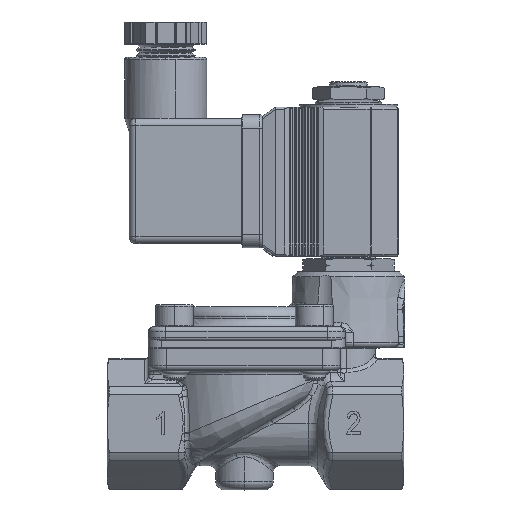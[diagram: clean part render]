
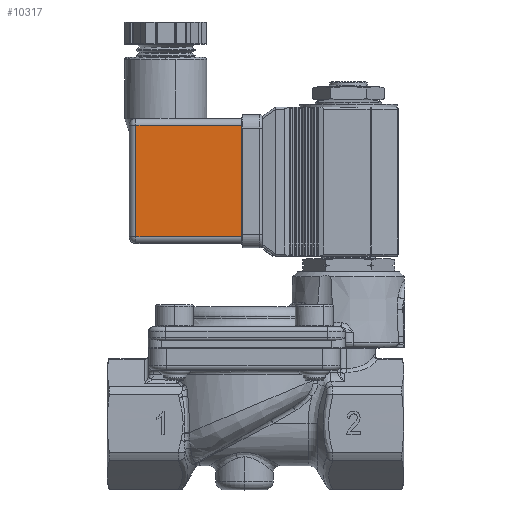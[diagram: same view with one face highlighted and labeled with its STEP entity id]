
A CAD part, top view. The second image highlights one B-rep face of the part: STEP entity #10317.
In plain terms, the highlighted planar face has unit normal (0, 0, 1).
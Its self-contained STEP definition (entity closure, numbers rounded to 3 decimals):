
#405=PLANE('',#22177);
#1171=FACE_OUTER_BOUND('',#2527,.F.);
#2527=EDGE_LOOP('',(#4296,#4297,#4298,#4299));
#4296=ORIENTED_EDGE('',*,*,#17127,.F.);
#4297=ORIENTED_EDGE('',*,*,#17155,.T.);
#4298=ORIENTED_EDGE('',*,*,#17066,.F.);
#4299=ORIENTED_EDGE('',*,*,#17156,.F.);
#10317=ADVANCED_FACE('',(#1171),#405,.T.);
#13155=LINE('',#31128,#14492);
#13178=LINE('',#31189,#14515);
#13193=LINE('',#31217,#14530);
#13194=LINE('',#31218,#14531);
#14492=VECTOR('',#24570,25.2);
#14515=VECTOR('',#24669,25.2);
#14530=VECTOR('',#24710,23.85);
#14531=VECTOR('',#24711,23.85);
#17066=EDGE_CURVE('',#19882,#19884,#13155,.T.);
#17127=EDGE_CURVE('',#19844,#19846,#13178,.T.);
#17155=EDGE_CURVE('',#19844,#19884,#13193,.T.);
#17156=EDGE_CURVE('',#19846,#19882,#13194,.T.);
#19844=VERTEX_POINT('',#29693);
#19846=VERTEX_POINT('',#29695);
#19882=VERTEX_POINT('',#29731);
#19884=VERTEX_POINT('',#29733);
#22177=AXIS2_PLACEMENT_3D('',#31629,#25154,#25155);
#24570=DIRECTION('',(0.,1.,0.));
#24669=DIRECTION('',(0.,-1.,0.));
#24710=DIRECTION('',(1.,0.,0.));
#24711=DIRECTION('',(1.,0.,0.));
#25154=DIRECTION('',(0.,0.,1.));
#25155=DIRECTION('',(0.,1.,0.));
#29693=CARTESIAN_POINT('',(-24.5,49.35,10.5));
#29695=CARTESIAN_POINT('',(-24.5,24.15,10.5));
#29731=CARTESIAN_POINT('',(-0.65,24.15,10.5));
#29733=CARTESIAN_POINT('',(-0.65,49.35,10.5));
#31128=CARTESIAN_POINT('',(-0.65,24.15,10.5));
#31189=CARTESIAN_POINT('',(-24.5,49.35,10.5));
#31217=CARTESIAN_POINT('',(-24.5,49.35,10.5));
#31218=CARTESIAN_POINT('',(-24.5,24.15,10.5));
#31629=CARTESIAN_POINT('',(0.61,22.89,10.5));
